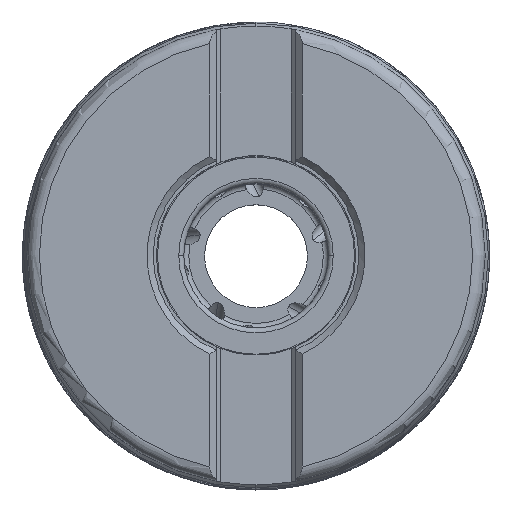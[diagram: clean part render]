
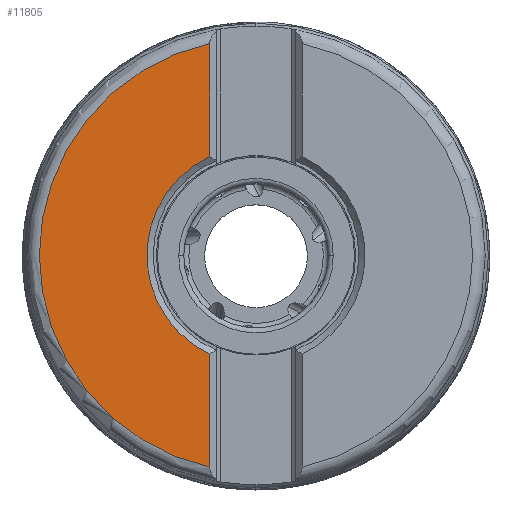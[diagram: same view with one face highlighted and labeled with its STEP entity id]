
A CAD part, top view. The second image highlights one B-rep face of the part: STEP entity #11805.
In plain terms, the highlighted planar face has unit normal (0, 0, 1).
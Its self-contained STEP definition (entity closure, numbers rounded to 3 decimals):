
#2596=PLANE('',#52328);
#4574=LINE('',#93477,#7295);
#4575=LINE('',#93479,#7296);
#7295=VECTOR('',#61051,1.);
#7296=VECTOR('',#61052,1.);
#11805=ADVANCED_FACE('',(#14529),#2596,.T.);
#14529=FACE_OUTER_BOUND('',#17264,.T.);
#17264=EDGE_LOOP('',(#25097,#25098,#25099,#25100));
#25097=ORIENTED_EDGE('',*,*,#42833,.F.);
#25098=ORIENTED_EDGE('',*,*,#42832,.T.);
#25099=ORIENTED_EDGE('',*,*,#42834,.F.);
#25100=ORIENTED_EDGE('',*,*,#42835,.T.);
#36807=VERTEX_POINT('',#93469);
#36808=VERTEX_POINT('',#93474);
#36809=VERTEX_POINT('',#93478);
#36810=VERTEX_POINT('',#93480);
#42832=EDGE_CURVE('',#36807,#36808,#47970,.T.);
#42833=EDGE_CURVE('',#36807,#36809,#4574,.T.);
#42834=EDGE_CURVE('',#36810,#36808,#4575,.T.);
#42835=EDGE_CURVE('',#36810,#36809,#47971,.T.);
#47970=CIRCLE('',#52325,17.375);
#47971=CIRCLE('',#52327,34.513);
#52325=AXIS2_PLACEMENT_3D('',#93475,#61047,#61048);
#52327=AXIS2_PLACEMENT_3D('',#93481,#61053,#61054);
#52328=AXIS2_PLACEMENT_3D('',#93482,#61055,#61056);
#61047=DIRECTION('',(0.,0.,-1.));
#61048=DIRECTION('',(-0.423,-0.906,0.));
#61051=DIRECTION('',(0.,-1.,0.));
#61052=DIRECTION('',(0.,-1.,0.));
#61053=DIRECTION('',(0.,0.,1.));
#61054=DIRECTION('',(-0.213,0.977,0.));
#61055=DIRECTION('',(0.,0.,1.));
#61056=DIRECTION('',(0.,1.,0.));
#93469=CARTESIAN_POINT('',(-7.35,-15.744,0.));
#93474=CARTESIAN_POINT('',(-7.35,15.744,0.));
#93475=CARTESIAN_POINT('',(0.,0.,0.));
#93477=CARTESIAN_POINT('',(-7.35,-15.744,0.));
#93478=CARTESIAN_POINT('',(-7.35,-33.721,0.));
#93479=CARTESIAN_POINT('',(-7.35,33.721,0.));
#93480=CARTESIAN_POINT('',(-7.35,33.721,0.));
#93481=CARTESIAN_POINT('',(0.,0.,0.));
#93482=CARTESIAN_POINT('',(-20.932,0.,0.));
